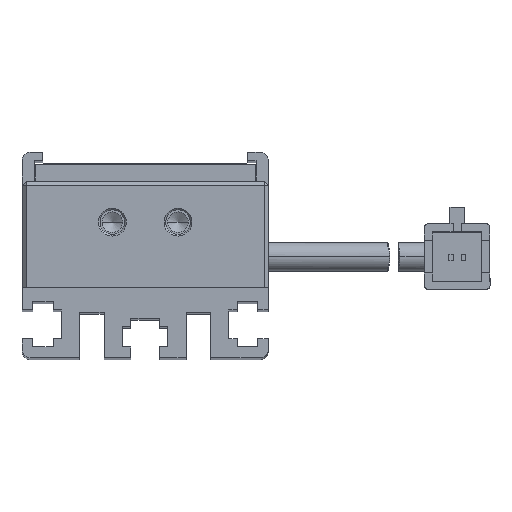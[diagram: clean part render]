
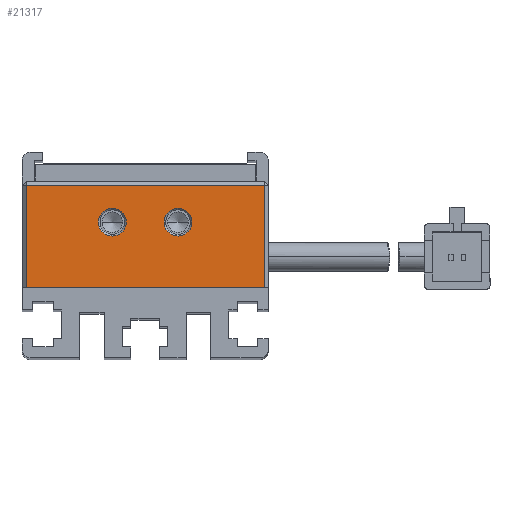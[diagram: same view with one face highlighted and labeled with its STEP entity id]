
A CAD part, top view. The second image highlights one B-rep face of the part: STEP entity #21317.
In plain terms, the highlighted planar face has unit normal (0, 0, 1).
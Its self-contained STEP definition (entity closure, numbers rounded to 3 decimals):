
#146 = CIRCLE ( 'NONE', #26841, 1.7 ) ;
#179 = FACE_BOUND ( 'NONE', #15201, .T. ) ;
#434 = EDGE_CURVE ( 'NONE', #28580, #3517, #27454, .T. ) ;
#1414 = ORIENTED_EDGE ( 'NONE', *, *, #33122, .T. ) ;
#1992 = DIRECTION ( 'NONE',  ( 1., 0., 0. ) ) ;
#2059 = VECTOR ( 'NONE', #10551, 1000. ) ;
#2863 = EDGE_LOOP ( 'NONE', ( #19514, #1414 ) ) ;
#2875 = DIRECTION ( 'NONE',  ( 0., 0., -1. ) ) ;
#3517 = VERTEX_POINT ( 'NONE', #13755 ) ;
#3982 = CARTESIAN_POINT ( 'NONE',  ( 36.925, 27.196, -45. ) ) ;
#4303 = AXIS2_PLACEMENT_3D ( 'NONE', #27755, #10566, #30642 ) ;
#4854 = EDGE_CURVE ( 'NONE', #26149, #28580, #24967, .T. ) ;
#5865 = ORIENTED_EDGE ( 'NONE', *, *, #17572, .T. ) ;
#6863 = DIRECTION ( 'NONE',  ( 1., 0., 0. ) ) ;
#8154 = EDGE_CURVE ( 'NONE', #32451, #34354, #28715, .T. ) ;
#8457 = DIRECTION ( 'NONE',  ( -1., 0., 0. ) ) ;
#8705 = FACE_BOUND ( 'NONE', #2863, .T. ) ;
#9924 = AXIS2_PLACEMENT_3D ( 'NONE', #36429, #19183, #1992 ) ;
#10254 = DIRECTION ( 'NONE',  ( 0., 0., 1. ) ) ;
#10551 = DIRECTION ( 'NONE',  ( 1., 0., 0. ) ) ;
#10566 = DIRECTION ( 'NONE',  ( 0., 0., -1. ) ) ;
#11571 = EDGE_CURVE ( 'NONE', #27992, #14953, #19226, .T. ) ;
#12143 = VECTOR ( 'NONE', #8457, 1000. ) ;
#13353 = CARTESIAN_POINT ( 'NONE',  ( 35.225, 27.196, -45. ) ) ;
#13456 = CARTESIAN_POINT ( 'NONE',  ( 38.625, 27.196, -45. ) ) ;
#13618 = ORIENTED_EDGE ( 'NONE', *, *, #8154, .T. ) ;
#13755 = CARTESIAN_POINT ( 'NONE',  ( 55.425, 31.696, -45. ) ) ;
#13962 = ORIENTED_EDGE ( 'NONE', *, *, #434, .T. ) ;
#14953 = VERTEX_POINT ( 'NONE', #13353 ) ;
#15201 = EDGE_LOOP ( 'NONE', ( #13618, #15979 ) ) ;
#15979 = ORIENTED_EDGE ( 'NONE', *, *, #26895, .T. ) ;
#16377 = VERTEX_POINT ( 'NONE', #32298 ) ;
#16696 = DIRECTION ( 'NONE',  ( 0., 1., 0. ) ) ;
#16713 = CARTESIAN_POINT ( 'NONE',  ( 43.225, 27.196, -45. ) ) ;
#16752 = CARTESIAN_POINT ( 'NONE',  ( 26.425, 25.696, -45. ) ) ;
#17566 = CIRCLE ( 'NONE', #4303, 1.7 ) ;
#17572 = EDGE_CURVE ( 'NONE', #16377, #26149, #21887, .T. ) ;
#18607 = CARTESIAN_POINT ( 'NONE',  ( 46.625, 27.196, -45. ) ) ;
#19183 = DIRECTION ( 'NONE',  ( 0., 0., -1. ) ) ;
#19226 = CIRCLE ( 'NONE', #29942, 1.7 ) ;
#19514 = ORIENTED_EDGE ( 'NONE', *, *, #11571, .T. ) ;
#20081 = CARTESIAN_POINT ( 'NONE',  ( 44.925, 27.196, -45. ) ) ;
#21317 = ADVANCED_FACE ( 'NONE', ( #29801, #179, #8705 ), #27322, .T. ) ;
#21887 = LINE ( 'NONE', #16752, #36301 ) ;
#22535 = DIRECTION ( 'NONE',  ( 0., -1., 0. ) ) ;
#22862 = CARTESIAN_POINT ( 'NONE',  ( 55.425, 25.696, -45. ) ) ;
#22951 = DIRECTION ( 'NONE',  ( 1., 0., 0. ) ) ;
#24051 = DIRECTION ( 'NONE',  ( 0., 0., -1. ) ) ;
#24967 = LINE ( 'NONE', #27332, #2059 ) ;
#25444 = ORIENTED_EDGE ( 'NONE', *, *, #4854, .T. ) ;
#25662 = CARTESIAN_POINT ( 'NONE',  ( 40.925, 31.696, -45. ) ) ;
#26149 = VERTEX_POINT ( 'NONE', #27767 ) ;
#26841 = AXIS2_PLACEMENT_3D ( 'NONE', #20081, #2875, #22951 ) ;
#26895 = EDGE_CURVE ( 'NONE', #34354, #32451, #146, .T. ) ;
#27322 = PLANE ( 'NONE',  #27431 ) ;
#27332 = CARTESIAN_POINT ( 'NONE',  ( 40.925, 19.196, -45. ) ) ;
#27334 = ORIENTED_EDGE ( 'NONE', *, *, #27645, .T. ) ;
#27431 = AXIS2_PLACEMENT_3D ( 'NONE', #27445, #10254, #30343 ) ;
#27445 = CARTESIAN_POINT ( 'NONE',  ( 40.925, 25.696, -45. ) ) ;
#27454 = LINE ( 'NONE', #22862, #31486 ) ;
#27645 = EDGE_CURVE ( 'NONE', #3517, #16377, #31433, .T. ) ;
#27755 = CARTESIAN_POINT ( 'NONE',  ( 36.925, 27.196, -45. ) ) ;
#27767 = CARTESIAN_POINT ( 'NONE',  ( 26.425, 19.196, -45. ) ) ;
#27972 = CARTESIAN_POINT ( 'NONE',  ( 55.425, 19.196, -45. ) ) ;
#27992 = VERTEX_POINT ( 'NONE', #13456 ) ;
#28580 = VERTEX_POINT ( 'NONE', #27972 ) ;
#28715 = CIRCLE ( 'NONE', #9924, 1.7 ) ;
#29801 = FACE_OUTER_BOUND ( 'NONE', #37252, .T. ) ;
#29942 = AXIS2_PLACEMENT_3D ( 'NONE', #3982, #24051, #6863 ) ;
#30343 = DIRECTION ( 'NONE',  ( 1., 0., 0. ) ) ;
#30642 = DIRECTION ( 'NONE',  ( 1., 0., 0. ) ) ;
#31433 = LINE ( 'NONE', #25662, #12143 ) ;
#31486 = VECTOR ( 'NONE', #16696, 1000. ) ;
#32298 = CARTESIAN_POINT ( 'NONE',  ( 26.425, 31.696, -45. ) ) ;
#32451 = VERTEX_POINT ( 'NONE', #18607 ) ;
#33122 = EDGE_CURVE ( 'NONE', #14953, #27992, #17566, .T. ) ;
#34354 = VERTEX_POINT ( 'NONE', #16713 ) ;
#36301 = VECTOR ( 'NONE', #22535, 1000. ) ;
#36429 = CARTESIAN_POINT ( 'NONE',  ( 44.925, 27.196, -45. ) ) ;
#37252 = EDGE_LOOP ( 'NONE', ( #27334, #5865, #25444, #13962 ) ) ;
